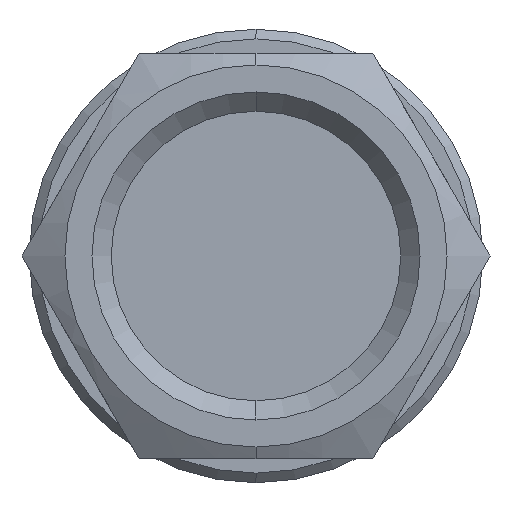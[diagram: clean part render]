
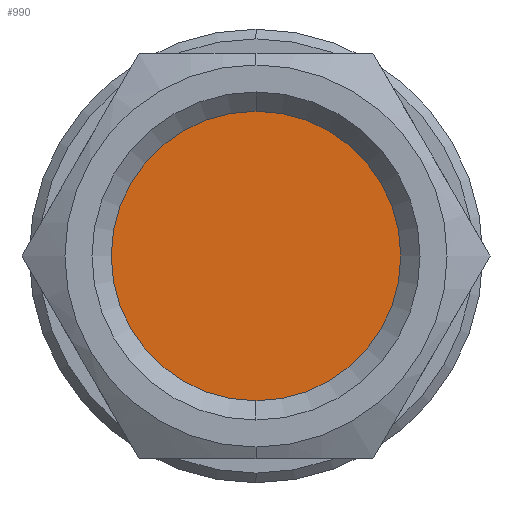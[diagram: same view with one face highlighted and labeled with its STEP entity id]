
A CAD part, front view. The second image highlights one B-rep face of the part: STEP entity #990.
In plain terms, the highlighted planar face has unit normal (0, -1, 0).
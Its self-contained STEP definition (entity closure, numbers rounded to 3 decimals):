
#198 = VERTEX_POINT ( 'NONE', #1270 ) ;
#233 = EDGE_CURVE ( 'NONE', #198, #241, #1376, .T. ) ;
#241 = VERTEX_POINT ( 'NONE', #1359 ) ;
#811 = EDGE_CURVE ( 'NONE', #241, #198, #2384, .T. ) ;
#989 = ORIENTED_EDGE ( 'NONE', *, *, #811, .F. ) ;
#990 = ADVANCED_FACE ( 'NONE', ( #2273 ), #2261, .F. ) ;
#991 = EDGE_LOOP ( 'NONE', ( #995, #989 ) ) ;
#995 = ORIENTED_EDGE ( 'NONE', *, *, #233, .F. ) ;
#1270 = CARTESIAN_POINT ( 'NONE',  ( 0., -18.5, -7.5 ) ) ;
#1354 = DIRECTION ( 'NONE',  ( 0., 0., 1. ) ) ;
#1355 = DIRECTION ( 'NONE',  ( 0., 1., 0. ) ) ;
#1359 = CARTESIAN_POINT ( 'NONE',  ( 0., -18.5, 7.5 ) ) ;
#1370 = AXIS2_PLACEMENT_3D ( 'NONE', #1373, #1355, #1354 ) ;
#1373 = CARTESIAN_POINT ( 'NONE',  ( 0., -18.5, 0. ) ) ;
#1376 = CIRCLE ( 'NONE', #1370, 7.5 ) ;
#2261 = PLANE ( 'NONE',  #2278 ) ;
#2273 = FACE_OUTER_BOUND ( 'NONE', #991, .T. ) ;
#2278 = AXIS2_PLACEMENT_3D ( 'NONE', #2331, #2319, #2318 ) ;
#2318 = DIRECTION ( 'NONE',  ( 0., 0., 1. ) ) ;
#2319 = DIRECTION ( 'NONE',  ( 0., 1., 0. ) ) ;
#2331 = CARTESIAN_POINT ( 'NONE',  ( 0., -18.5, 0. ) ) ;
#2356 = DIRECTION ( 'NONE',  ( 0., 0., 1. ) ) ;
#2357 = DIRECTION ( 'NONE',  ( 0., 1., 0. ) ) ;
#2366 = AXIS2_PLACEMENT_3D ( 'NONE', #2369, #2357, #2356 ) ;
#2369 = CARTESIAN_POINT ( 'NONE',  ( 0., -18.5, 0. ) ) ;
#2384 = CIRCLE ( 'NONE', #2366, 7.5 ) ;
